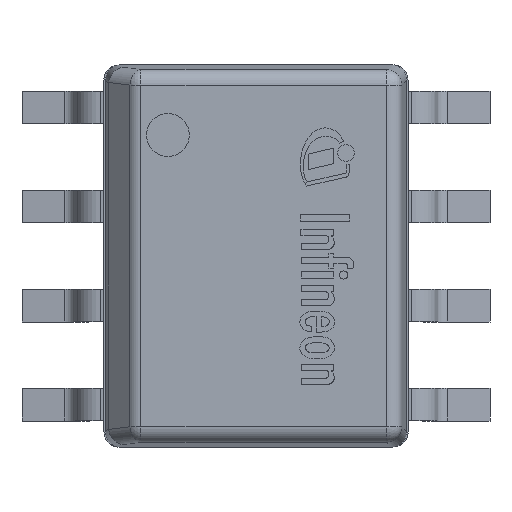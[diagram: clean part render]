
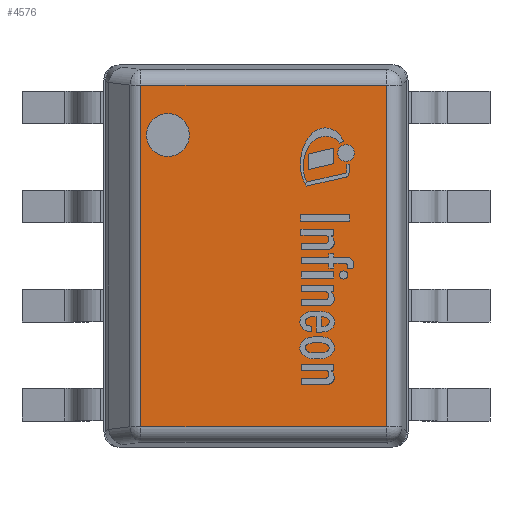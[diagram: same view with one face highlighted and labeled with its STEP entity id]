
A CAD part, top view. The second image highlights one B-rep face of the part: STEP entity #4576.
In plain terms, the highlighted planar face has unit normal (0, 0, 1).
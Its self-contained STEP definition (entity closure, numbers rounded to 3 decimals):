
#93=FACE_BOUND('',#621,.T.);
#219=CIRCLE('',#4890,0.275);
#338=FACE_OUTER_BOUND('',#620,.T.);
#620=EDGE_LOOP('',(#3098,#3099,#3100,#3101));
#621=EDGE_LOOP('',(#3102));
#926=LINE('',#6650,#1437);
#927=LINE('',#6652,#1438);
#928=LINE('',#6654,#1439);
#929=LINE('',#6655,#1440);
#1437=VECTOR('',#5353,1000.);
#1438=VECTOR('',#5354,1000.);
#1439=VECTOR('',#5355,1000.);
#1440=VECTOR('',#5356,1000.);
#1931=VERTEX_POINT('',#6604);
#1950=VERTEX_POINT('',#6648);
#1951=VERTEX_POINT('',#6649);
#1952=VERTEX_POINT('',#6651);
#1953=VERTEX_POINT('',#6653);
#2380=EDGE_CURVE('',#1931,#1931,#219,.T.);
#2399=EDGE_CURVE('',#1950,#1951,#926,.T.);
#2400=EDGE_CURVE('',#1951,#1952,#927,.T.);
#2401=EDGE_CURVE('',#1952,#1953,#928,.T.);
#2402=EDGE_CURVE('',#1953,#1950,#929,.T.);
#3098=ORIENTED_EDGE('',*,*,#2399,.T.);
#3099=ORIENTED_EDGE('',*,*,#2400,.T.);
#3100=ORIENTED_EDGE('',*,*,#2401,.T.);
#3101=ORIENTED_EDGE('',*,*,#2402,.T.);
#3102=ORIENTED_EDGE('',*,*,#2380,.F.);
#4376=PLANE('',#4895);
#4576=ADVANCED_FACE('',(#338,#93),#4376,.T.);
#4890=AXIS2_PLACEMENT_3D('',#6606,#5323,#5324);
#4895=AXIS2_PLACEMENT_3D('',#6647,#5351,#5352);
#5323=DIRECTION('center_axis',(0.,0.,1.));
#5324=DIRECTION('ref_axis',(0.,-1.,0.));
#5351=DIRECTION('center_axis',(0.,0.,1.));
#5352=DIRECTION('ref_axis',(0.,-1.,0.));
#5353=DIRECTION('',(1.,0.,0.));
#5354=DIRECTION('',(0.,1.,0.));
#5355=DIRECTION('',(-1.,0.,0.));
#5356=DIRECTION('',(0.,-1.,0.));
#6604=CARTESIAN_POINT('',(-1.13,1.825,1.747));
#6606=CARTESIAN_POINT('Origin',(-1.13,1.55,1.747));
#6647=CARTESIAN_POINT('Origin',(0.,0.,1.747));
#6648=CARTESIAN_POINT('',(-1.475,-2.191,1.747));
#6649=CARTESIAN_POINT('',(1.671,-2.191,1.747));
#6650=CARTESIAN_POINT('',(1.848,-2.191,1.747));
#6651=CARTESIAN_POINT('',(1.671,2.191,1.747));
#6652=CARTESIAN_POINT('',(1.671,2.368,1.747));
#6653=CARTESIAN_POINT('',(-1.475,2.191,1.747));
#6654=CARTESIAN_POINT('',(-1.558,2.191,1.747));
#6655=CARTESIAN_POINT('',(-1.475,-2.368,1.747));
